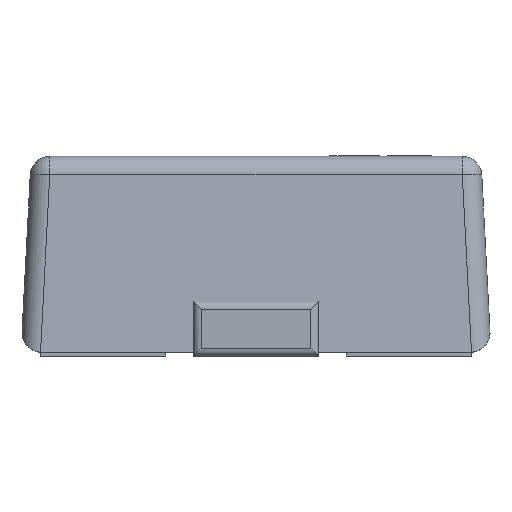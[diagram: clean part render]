
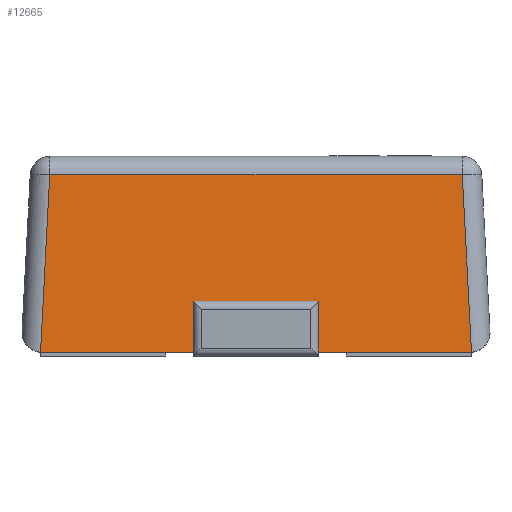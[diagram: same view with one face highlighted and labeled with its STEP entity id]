
A CAD part, left-side view. The second image highlights one B-rep face of the part: STEP entity #12665.
In plain terms, the highlighted planar face has unit normal (-0.999, 0, 0.052).
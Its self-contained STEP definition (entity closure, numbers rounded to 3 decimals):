
#39 = VERTEX_POINT ( 'NONE', #10230 ) ;
#274 = EDGE_CURVE ( 'NONE', #14100, #6517, #10817, .T. ) ;
#397 = DIRECTION ( 'NONE',  ( 0.052, 0., 0.999 ) ) ;
#428 = CARTESIAN_POINT ( 'NONE',  ( -0.393, 0.16, 0.13 ) ) ;
#743 = EDGE_CURVE ( 'NONE', #16175, #3658, #5891, .T. ) ;
#793 = DIRECTION ( 'NONE',  ( -0.052, 0., -0.999 ) ) ;
#842 = EDGE_CURVE ( 'NONE', #3882, #16175, #10346, .T. ) ;
#1015 = CARTESIAN_POINT ( 'NONE',  ( -0.376, -0.526, 0.453 ) ) ;
#1683 = ORIENTED_EDGE ( 'NONE', *, *, #14670, .T. ) ;
#1719 = EDGE_CURVE ( 'NONE', #8128, #39, #8192, .T. ) ;
#1724 = CARTESIAN_POINT ( 'NONE',  ( -0.397, 0.547, 0.06 ) ) ;
#1737 = EDGE_CURVE ( 'NONE', #39, #3882, #5288, .T. ) ;
#1875 = DIRECTION ( 'NONE',  ( -0.999, 0., 0.052 ) ) ;
#2006 = LINE ( 'NONE', #13932, #16112 ) ;
#2012 = DIRECTION ( 'NONE',  ( 0.052, 0.052, 0.997 ) ) ;
#2039 = DIRECTION ( 'NONE',  ( 0., -1., 0. ) ) ;
#2556 = ORIENTED_EDGE ( 'NONE', *, *, #16308, .T. ) ;
#2626 = CARTESIAN_POINT ( 'NONE',  ( -0.4, -0.16, 0. ) ) ;
#3658 = VERTEX_POINT ( 'NONE', #10546 ) ;
#3858 = CARTESIAN_POINT ( 'NONE',  ( -0.4, -0.55, 0. ) ) ;
#3882 = VERTEX_POINT ( 'NONE', #10613 ) ;
#3968 = CARTESIAN_POINT ( 'NONE',  ( -0.393, -0.6, 0.13 ) ) ;
#4150 = PLANE ( 'NONE',  #4363 ) ;
#4363 = AXIS2_PLACEMENT_3D ( 'NONE', #8502, #1875, #397 ) ;
#4902 = CARTESIAN_POINT ( 'NONE',  ( -0.4, 0.16, 0. ) ) ;
#4964 = CARTESIAN_POINT ( 'NONE',  ( -0.4, -0.547, 0. ) ) ;
#4992 = CARTESIAN_POINT ( 'NONE',  ( -0.4, 0.548, 0. ) ) ;
#5204 = ORIENTED_EDGE ( 'NONE', *, *, #274, .T. ) ;
#5288 = LINE ( 'NONE', #1724, #8901 ) ;
#5637 = CARTESIAN_POINT ( 'NONE',  ( -0.4, -0.55, 0. ) ) ;
#5891 = LINE ( 'NONE', #16583, #12544 ) ;
#6285 = ORIENTED_EDGE ( 'NONE', *, *, #1737, .T. ) ;
#6517 = VERTEX_POINT ( 'NONE', #5637 ) ;
#6698 = ORIENTED_EDGE ( 'NONE', *, *, #1719, .T. ) ;
#6800 = DIRECTION ( 'NONE',  ( -0.052, 0.052, -0.997 ) ) ;
#7077 = CARTESIAN_POINT ( 'NONE',  ( -0.4, -0.55, -0.003 ) ) ;
#7799 = CARTESIAN_POINT ( 'NONE',  ( -0.4, -0.547, 0. ) ) ;
#8104 = CARTESIAN_POINT ( 'NONE',  ( -0.393, -0.16, 0.13 ) ) ;
#8128 = VERTEX_POINT ( 'NONE', #1015 ) ;
#8192 = LINE ( 'NONE', #13547, #12868 ) ;
#8502 = CARTESIAN_POINT ( 'NONE',  ( -0.4, -0.6, 0. ) ) ;
#8632 = EDGE_LOOP ( 'NONE', ( #6285, #9316, #16275, #2556, #11572, #10227, #9383, #5204, #1683, #6698 ) ) ;
#8661 = CARTESIAN_POINT ( 'NONE',  ( -0.4, 0.547, 0. ) ) ;
#8891 = VERTEX_POINT ( 'NONE', #8104 ) ;
#8901 = VECTOR ( 'NONE', #6800, 1000. ) ;
#9093 = CARTESIAN_POINT ( 'NONE',  ( -0.4, 0.549, 0. ) ) ;
#9316 = ORIENTED_EDGE ( 'NONE', *, *, #842, .T. ) ;
#9326 = VECTOR ( 'NONE', #10244, 1000. ) ;
#9383 = ORIENTED_EDGE ( 'NONE', *, *, #10658, .T. ) ;
#10154 = CARTESIAN_POINT ( 'NONE',  ( -0.4, 0.55, 0. ) ) ;
#10227 = ORIENTED_EDGE ( 'NONE', *, *, #12957, .T. ) ;
#10230 = CARTESIAN_POINT ( 'NONE',  ( -0.376, 0.526, 0.453 ) ) ;
#10244 = DIRECTION ( 'NONE',  ( 0.052, 0., 0.999 ) ) ;
#10346 =( BOUNDED_CURVE ( )  B_SPLINE_CURVE ( 3, ( #10154, #9093, #4992, #11589 ),
 .UNSPECIFIED., .F., .F. ) 
 B_SPLINE_CURVE_WITH_KNOTS ( ( 4, 4 ),
 ( 6.228, 6.283 ),
 .UNSPECIFIED. ) 
 CURVE ( )  GEOMETRIC_REPRESENTATION_ITEM ( )  RATIONAL_B_SPLINE_CURVE ( ( 1., 1., 1., 1. ) ) 
 REPRESENTATION_ITEM ( '' )  );
#10546 = CARTESIAN_POINT ( 'NONE',  ( -0.4, 0.16, 0. ) ) ;
#10613 = CARTESIAN_POINT ( 'NONE',  ( -0.4, 0.55, 0. ) ) ;
#10658 = EDGE_CURVE ( 'NONE', #15558, #14100, #14006, .T. ) ;
#10817 =( BOUNDED_CURVE ( )  B_SPLINE_CURVE ( 3, ( #7799, #14475, #12994, #3858 ),
 .UNSPECIFIED., .F., .F. ) 
 B_SPLINE_CURVE_WITH_KNOTS ( ( 4, 4 ),
 ( 3.142, 3.197 ),
 .UNSPECIFIED. ) 
 CURVE ( )  GEOMETRIC_REPRESENTATION_ITEM ( )  RATIONAL_B_SPLINE_CURVE ( ( 1., 1., 1., 1. ) ) 
 REPRESENTATION_ITEM ( '' )  );
#10933 = EDGE_CURVE ( 'NONE', #8891, #16659, #13275, .T. ) ;
#11572 = ORIENTED_EDGE ( 'NONE', *, *, #10933, .F. ) ;
#11586 = LINE ( 'NONE', #4902, #9326 ) ;
#11589 = CARTESIAN_POINT ( 'NONE',  ( -0.4, 0.547, 0. ) ) ;
#12544 = VECTOR ( 'NONE', #2039, 1000. ) ;
#12665 = ADVANCED_FACE ( 'NONE', ( #14762 ), #4150, .T. ) ;
#12868 = VECTOR ( 'NONE', #16256, 1000. ) ;
#12957 = EDGE_CURVE ( 'NONE', #8891, #15558, #2006, .T. ) ;
#12994 = CARTESIAN_POINT ( 'NONE',  ( -0.4, -0.549, 0. ) ) ;
#13121 = VECTOR ( 'NONE', #16540, 1000. ) ;
#13275 = LINE ( 'NONE', #3968, #15862 ) ;
#13535 = DIRECTION ( 'NONE',  ( 0., 1., 0. ) ) ;
#13547 = CARTESIAN_POINT ( 'NONE',  ( -0.376, -0.6, 0.453 ) ) ;
#13550 = VECTOR ( 'NONE', #2012, 1000. ) ;
#13915 = CARTESIAN_POINT ( 'NONE',  ( -0.4, -0.6, 0. ) ) ;
#13932 = CARTESIAN_POINT ( 'NONE',  ( -0.4, -0.16, 0. ) ) ;
#14006 = LINE ( 'NONE', #13915, #13121 ) ;
#14023 = LINE ( 'NONE', #7077, #13550 ) ;
#14100 = VERTEX_POINT ( 'NONE', #4964 ) ;
#14475 = CARTESIAN_POINT ( 'NONE',  ( -0.4, -0.548, 0. ) ) ;
#14670 = EDGE_CURVE ( 'NONE', #6517, #8128, #14023, .T. ) ;
#14762 = FACE_OUTER_BOUND ( 'NONE', #8632, .T. ) ;
#15558 = VERTEX_POINT ( 'NONE', #2626 ) ;
#15862 = VECTOR ( 'NONE', #13535, 1000. ) ;
#16112 = VECTOR ( 'NONE', #793, 1000. ) ;
#16175 = VERTEX_POINT ( 'NONE', #8661 ) ;
#16256 = DIRECTION ( 'NONE',  ( 0., 1., 0. ) ) ;
#16275 = ORIENTED_EDGE ( 'NONE', *, *, #743, .T. ) ;
#16308 = EDGE_CURVE ( 'NONE', #3658, #16659, #11586, .T. ) ;
#16540 = DIRECTION ( 'NONE',  ( 0., -1., 0. ) ) ;
#16583 = CARTESIAN_POINT ( 'NONE',  ( -0.4, -0.6, 0. ) ) ;
#16659 = VERTEX_POINT ( 'NONE', #428 ) ;
